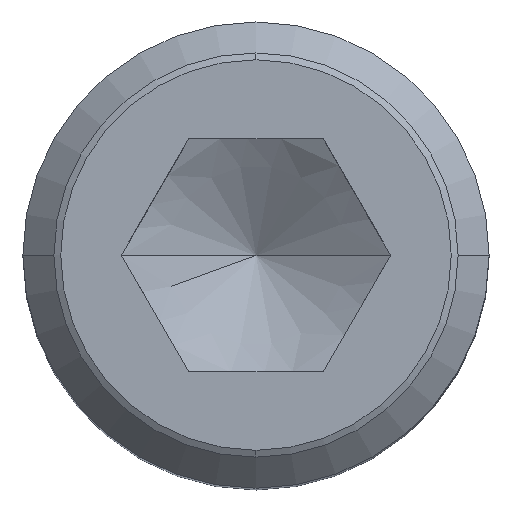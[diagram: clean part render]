
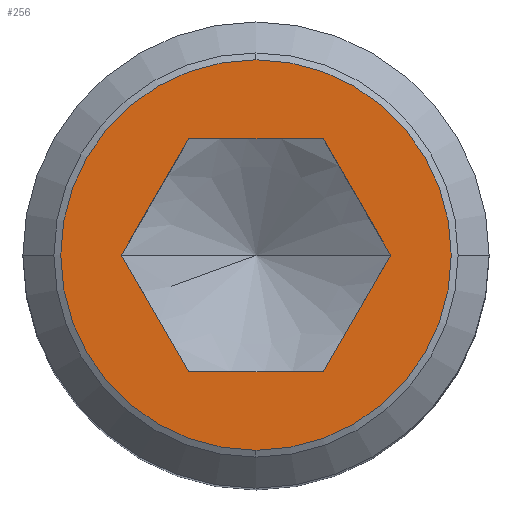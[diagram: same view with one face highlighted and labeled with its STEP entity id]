
A CAD part, top view. The second image highlights one B-rep face of the part: STEP entity #256.
In plain terms, the highlighted planar face has unit normal (0, 0, 1).
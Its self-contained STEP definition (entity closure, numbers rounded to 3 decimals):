
#132=VERTEX_POINT('',#349);
#160=EDGE_CURVE('',#294,#192,#384,.T.);
#170=EDGE_CURVE('',#192,#294,#397,.T.);
#184=EDGE_CURVE('',#274,#234,#412,.T.);
#192=VERTEX_POINT('',#421);
#208=EDGE_CURVE('',#234,#260,#439,.T.);
#234=VERTEX_POINT('',#466);
#250=EDGE_CURVE('',#260,#132,#483,.T.);
#252=VERTEX_POINT('',#485);
#256=ADVANCED_FACE('',(#489,#490),#491,.T.);
#260=VERTEX_POINT('',#495);
#274=VERTEX_POINT('',#510);
#280=EDGE_CURVE('',#300,#274,#516,.T.);
#284=EDGE_CURVE('',#252,#300,#521,.T.);
#294=VERTEX_POINT('',#532);
#300=VERTEX_POINT('',#539);
#322=EDGE_CURVE('',#132,#252,#562,.T.);
#349=CARTESIAN_POINT('',(2.887,0.0,0.));
#384=CIRCLE('',#624,4.188);
#397=CIRCLE('',#638,4.188);
#412=LINE('',#656,#657);
#421=CARTESIAN_POINT('',(0.,-4.188,0.));
#439=LINE('',#700,#701);
#466=CARTESIAN_POINT('',(-1.443,2.5,0.));
#483=LINE('',#768,#769);
#485=CARTESIAN_POINT('',(1.443,-2.5,0.));
#489=FACE_BOUND('',#785,.T.);
#490=FACE_OUTER_BOUND('',#786,.T.);
#491=PLANE('',#787);
#495=CARTESIAN_POINT('',(1.443,2.5,0.));
#510=CARTESIAN_POINT('',(-2.887,0.0,0.));
#516=LINE('',#830,#831);
#521=LINE('',#837,#838);
#532=CARTESIAN_POINT('',(0.,4.188,0.));
#539=CARTESIAN_POINT('',(-1.443,-2.5,0.));
#562=LINE('',#903,#904);
#624=AXIS2_PLACEMENT_3D('',#999,#1000,#1001);
#638=AXIS2_PLACEMENT_3D('',#1028,#1029,#1030);
#656=CARTESIAN_POINT('',(-1.804,1.875,0.));
#657=VECTOR('',#1040,1.0);
#700=CARTESIAN_POINT('',(0.722,2.5,0.));
#701=VECTOR('',#1070,1.0);
#768=CARTESIAN_POINT('',(2.526,0.625,0.));
#769=VECTOR('',#1099,1.0);
#785=EDGE_LOOP('',(#1101,#1102,#1103,#1104,#1105,#1106));
#786=EDGE_LOOP('',(#1107,#1108));
#787=AXIS2_PLACEMENT_3D('',#1109,#1110,#1111);
#830=CARTESIAN_POINT('',(-2.526,-0.625,0.));
#831=VECTOR('',#1129,1.0);
#837=CARTESIAN_POINT('',(-0.722,-2.5,0.));
#838=VECTOR('',#1139,1.0);
#903=CARTESIAN_POINT('',(1.804,-1.875,0.));
#904=VECTOR('',#1171,1.0);
#999=CARTESIAN_POINT('',(0.,0.,0.));
#1000=DIRECTION('',(0.0,0.0,1.0));
#1001=DIRECTION('',(0.,1.0,0.0));
#1028=CARTESIAN_POINT('',(0.,0.,0.));
#1029=DIRECTION('',(0.0,0.0,1.0));
#1030=DIRECTION('',(0.,1.0,0.0));
#1040=DIRECTION('',(0.5,0.866,0.));
#1070=DIRECTION('',(1.0,0.0,0.0));
#1099=DIRECTION('',(0.5,-0.866,0.));
#1101=ORIENTED_EDGE('',*,*,#280,.T.);
#1102=ORIENTED_EDGE('',*,*,#184,.T.);
#1103=ORIENTED_EDGE('',*,*,#208,.T.);
#1104=ORIENTED_EDGE('',*,*,#250,.T.);
#1105=ORIENTED_EDGE('',*,*,#322,.T.);
#1106=ORIENTED_EDGE('',*,*,#284,.T.);
#1107=ORIENTED_EDGE('',*,*,#160,.T.);
#1108=ORIENTED_EDGE('',*,*,#170,.T.);
#1109=CARTESIAN_POINT('',(-3.569,0.,0.));
#1110=DIRECTION('',(0.0,0.0,1.0));
#1111=DIRECTION('',(-1.0,0.,0.0));
#1129=DIRECTION('',(-0.5,0.866,0.));
#1139=DIRECTION('',(-1.0,0.0,0.0));
#1171=DIRECTION('',(-0.5,-0.866,0.));
